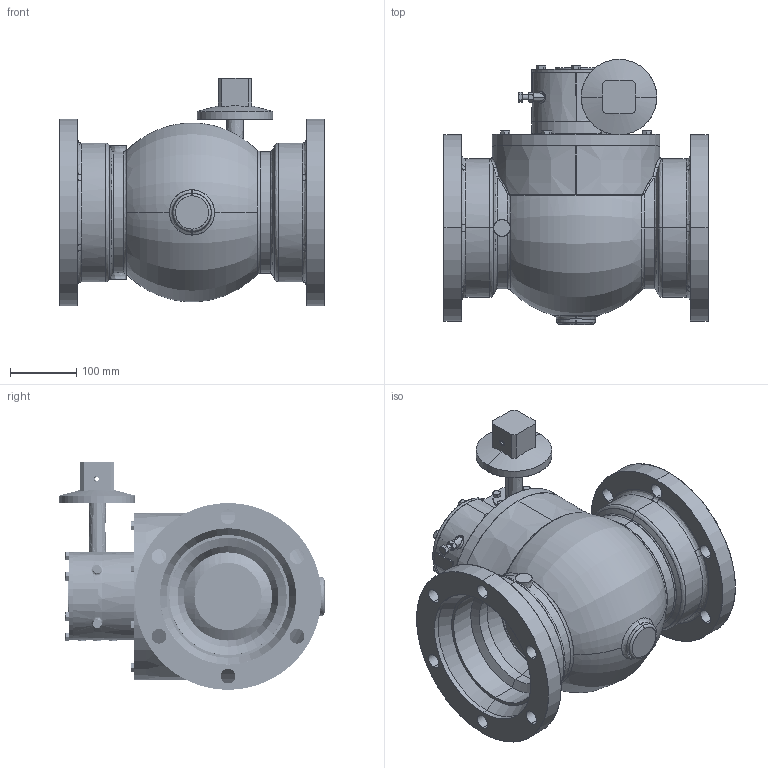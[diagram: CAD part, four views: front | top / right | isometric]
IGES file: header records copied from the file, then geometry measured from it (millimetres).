
Start section: SolidWorks IGES file using analytic representation for surfaces
Global section: file name: Plug MJxMJ-6in-Nut.igs; native system: SolidWorks 2014; preprocessor: SolidWorks 2014; author: PRINCE; date: 170508.150639; units: inch
Bounding box: 400.05 x 401.13 x 344.49 mm (x, y, z)
Surface area: 1384224.8 mm2 (no closed solid volume)
Topology: 0 solids, 0 shells, 1577 faces, 28643 edges, 28567 vertices
Faces by surface type: revolution 952, bspline 625
